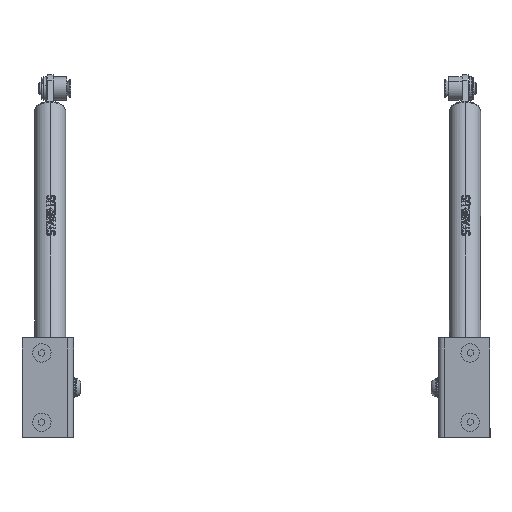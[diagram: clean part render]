
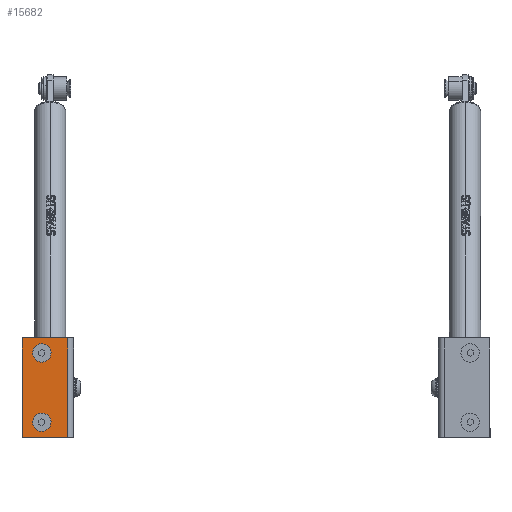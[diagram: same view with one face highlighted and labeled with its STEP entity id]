
A CAD part, front view. The second image highlights one B-rep face of the part: STEP entity #15682.
In plain terms, the highlighted face is planar.
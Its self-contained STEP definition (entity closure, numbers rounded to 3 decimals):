
#1305 = PLANE ( 'NONE',  #16236 ) ;
#1622 = LINE ( 'NONE', #12178, #2729 ) ;
#1806 = CARTESIAN_POINT ( 'NONE',  ( 38.15, 0., 0. ) ) ;
#1930 = VERTEX_POINT ( 'NONE', #12693 ) ;
#2378 = FACE_BOUND ( 'NONE', #5949, .T. ) ;
#2729 = VECTOR ( 'NONE', #18182, 1000. ) ;
#2731 = DIRECTION ( 'NONE',  ( -1., 0., 0. ) ) ;
#3122 = DIRECTION ( 'NONE',  ( -1., 0., 0. ) ) ;
#3247 = VERTEX_POINT ( 'NONE', #18209 ) ;
#3316 = CARTESIAN_POINT ( 'NONE',  ( 0., 0., 0. ) ) ;
#3582 = VERTEX_POINT ( 'NONE', #6793 ) ;
#4016 = ORIENTED_EDGE ( 'NONE', *, *, #8434, .T. ) ;
#4480 = CARTESIAN_POINT ( 'NONE',  ( 42.5, 13., 0. ) ) ;
#4590 = AXIS2_PLACEMENT_3D ( 'NONE', #16072, #5848, #7030 ) ;
#4714 = CARTESIAN_POINT ( 'NONE',  ( 35., 0., 0. ) ) ;
#4766 = LINE ( 'NONE', #10783, #16048 ) ;
#4774 = VERTEX_POINT ( 'NONE', #19241 ) ;
#4949 = EDGE_CURVE ( 'NONE', #13521, #3582, #15897, .T. ) ;
#5391 = AXIS2_PLACEMENT_3D ( 'NONE', #19099, #5495, #2731 ) ;
#5495 = DIRECTION ( 'NONE',  ( 0., 0., 1. ) ) ;
#5848 = DIRECTION ( 'NONE',  ( 0., 0., 1. ) ) ;
#5949 = EDGE_LOOP ( 'NONE', ( #13837, #4016 ) ) ;
#6418 = CARTESIAN_POINT ( 'NONE',  ( 42.5, -10., 0. ) ) ;
#6793 = CARTESIAN_POINT ( 'NONE',  ( 42.5, -10., 0. ) ) ;
#7030 = DIRECTION ( 'NONE',  ( -1., 0., 0. ) ) ;
#7065 = CARTESIAN_POINT ( 'NONE',  ( 42.5, -10., 0. ) ) ;
#7330 = CARTESIAN_POINT ( 'NONE',  ( 42.5, -10., 0. ) ) ;
#7682 = DIRECTION ( 'NONE',  ( 0., 0., 1. ) ) ;
#7707 = ORIENTED_EDGE ( 'NONE', *, *, #4949, .T. ) ;
#8434 = EDGE_CURVE ( 'NONE', #8710, #1930, #10100, .T. ) ;
#8605 = DIRECTION ( 'NONE',  ( 0., 0., -1. ) ) ;
#8710 = VERTEX_POINT ( 'NONE', #1806 ) ;
#8795 = ORIENTED_EDGE ( 'NONE', *, *, #9234, .T. ) ;
#8805 = ORIENTED_EDGE ( 'NONE', *, *, #19141, .T. ) ;
#9024 = VECTOR ( 'NONE', #17300, 1000. ) ;
#9234 = EDGE_CURVE ( 'NONE', #13542, #18980, #11057, .T. ) ;
#10068 = EDGE_LOOP ( 'NONE', ( #8795, #10980 ) ) ;
#10100 = CIRCLE ( 'NONE', #5391, 3.15 ) ;
#10235 = CIRCLE ( 'NONE', #16528, 3.15 ) ;
#10775 = CARTESIAN_POINT ( 'NONE',  ( -3.15, 0., 0. ) ) ;
#10783 = CARTESIAN_POINT ( 'NONE',  ( -7.5, -10., 0. ) ) ;
#10890 = CIRCLE ( 'NONE', #4590, 3.15 ) ;
#10980 = ORIENTED_EDGE ( 'NONE', *, *, #15719, .T. ) ;
#11057 = CIRCLE ( 'NONE', #18297, 3.15 ) ;
#11943 = DIRECTION ( 'NONE',  ( -1., 0., 0. ) ) ;
#12178 = CARTESIAN_POINT ( 'NONE',  ( 42.5, 13., 0. ) ) ;
#12269 = CARTESIAN_POINT ( 'NONE',  ( 3.15, 0., 0. ) ) ;
#12693 = CARTESIAN_POINT ( 'NONE',  ( 31.85, 0., 0. ) ) ;
#13121 = FACE_BOUND ( 'NONE', #10068, .T. ) ;
#13521 = VERTEX_POINT ( 'NONE', #4480 ) ;
#13542 = VERTEX_POINT ( 'NONE', #10775 ) ;
#13837 = ORIENTED_EDGE ( 'NONE', *, *, #14931, .T. ) ;
#13881 = DIRECTION ( 'NONE',  ( -1., 0., 0. ) ) ;
#14483 = FACE_OUTER_BOUND ( 'NONE', #15273, .T. ) ;
#14796 = VECTOR ( 'NONE', #13881, 1000. ) ;
#14931 = EDGE_CURVE ( 'NONE', #1930, #8710, #10235, .T. ) ;
#15273 = EDGE_LOOP ( 'NONE', ( #7707, #18084, #8805, #18415 ) ) ;
#15552 = LINE ( 'NONE', #6418, #14796 ) ;
#15571 = EDGE_CURVE ( 'NONE', #3247, #13521, #1622, .T. ) ;
#15682 = ADVANCED_FACE ( 'FACE16', ( #14483, #13121, #2378 ), #1305, .T. ) ;
#15719 = EDGE_CURVE ( 'NONE', #18980, #13542, #10890, .T. ) ;
#15897 = LINE ( 'NONE', #7065, #9024 ) ;
#16048 = VECTOR ( 'NONE', #16786, 1000. ) ;
#16072 = CARTESIAN_POINT ( 'NONE',  ( 0., 0., 0. ) ) ;
#16236 = AXIS2_PLACEMENT_3D ( 'NONE', #7330, #8605, #19361 ) ;
#16528 = AXIS2_PLACEMENT_3D ( 'NONE', #4714, #7682, #11943 ) ;
#16616 = DIRECTION ( 'NONE',  ( 0., 0., 1. ) ) ;
#16786 = DIRECTION ( 'NONE',  ( 0., 1., 0. ) ) ;
#17300 = DIRECTION ( 'NONE',  ( 0., -1., 0. ) ) ;
#18084 = ORIENTED_EDGE ( 'NONE', *, *, #19377, .T. ) ;
#18182 = DIRECTION ( 'NONE',  ( 1., 0., 0. ) ) ;
#18209 = CARTESIAN_POINT ( 'NONE',  ( -7.5, 13., 0. ) ) ;
#18297 = AXIS2_PLACEMENT_3D ( 'NONE', #3316, #16616, #3122 ) ;
#18415 = ORIENTED_EDGE ( 'NONE', *, *, #15571, .T. ) ;
#18980 = VERTEX_POINT ( 'NONE', #12269 ) ;
#19099 = CARTESIAN_POINT ( 'NONE',  ( 35., 0., 0. ) ) ;
#19141 = EDGE_CURVE ( 'NONE', #4774, #3247, #4766, .T. ) ;
#19241 = CARTESIAN_POINT ( 'NONE',  ( -7.5, -10., 0. ) ) ;
#19361 = DIRECTION ( 'NONE',  ( -1., 0., 0. ) ) ;
#19377 = EDGE_CURVE ( 'NONE', #3582, #4774, #15552, .T. ) ;
